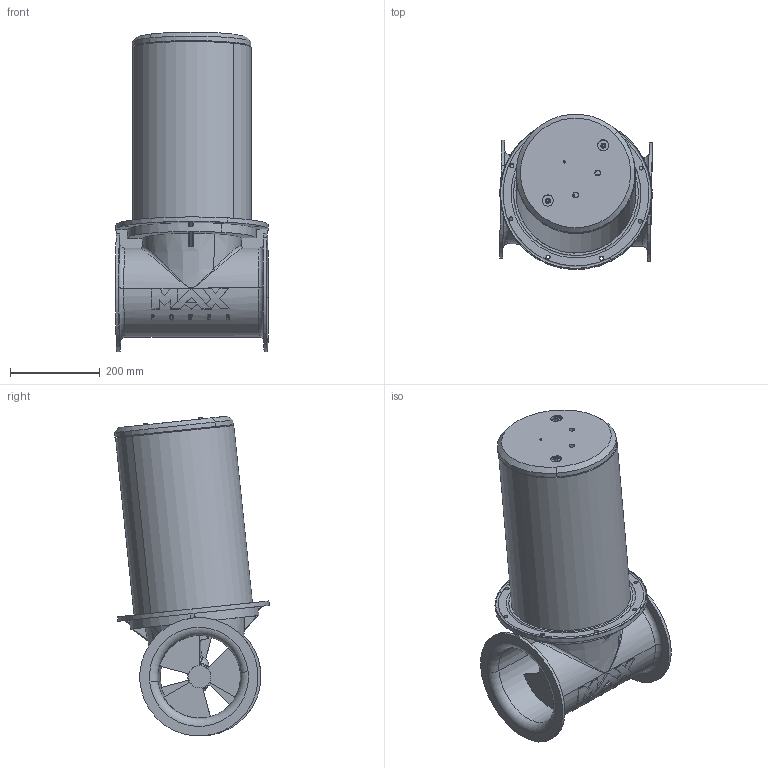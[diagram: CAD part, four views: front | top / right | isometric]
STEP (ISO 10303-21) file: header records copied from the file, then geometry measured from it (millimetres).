
FILE_DESCRIPTION(('CATIA V5 STEP Exchange'),'2;1');
FILE_NAME('Stern Pod CT125.stp','2014-11-21T06:54:47+00:00',('none'),('none'),'CATIA Version 5 Release 21 GA (IN-10)','CATIA V5 STEP AP203','none');
FILE_SCHEMA(('CONFIG_CONTROL_DESIGN'));
Length unit declared in the file: millimetre
Products named in the file (1): Stern Pod CT125
Bounding box: 341 x 345.6 x 712.94 mm (x, y, z)
Volume: 14116716.6 mm3; surface area: 2155876.1 mm2
Topology: 7 solids, 12 shells, 886 faces, 2282 edges, 1488 vertices
Faces by surface type: plane 457, cylinder 328, cone 56, bspline 24, torus 16, revolution 5
Entity records: 30410 total; most frequent: CARTESIAN_POINT 10985, ORIENTED_EDGE 4544, DIRECTION 2893, EDGE_CURVE 2272, VERTEX_POINT 1488, AXIS2_PLACEMENT_3D 1287, VECTOR 1086, LINE 1086
